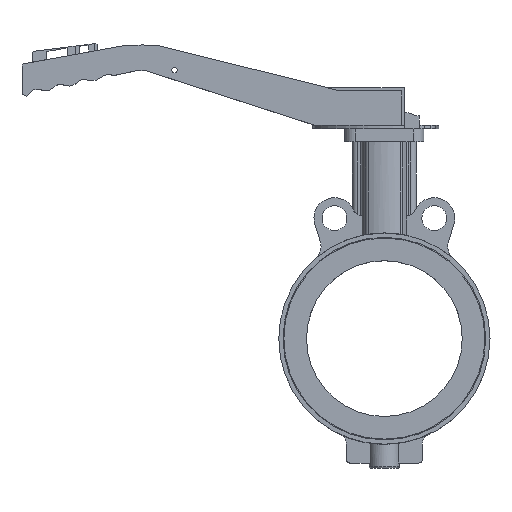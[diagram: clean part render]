
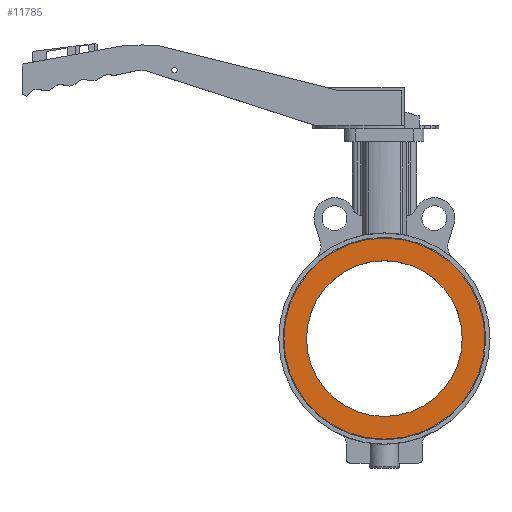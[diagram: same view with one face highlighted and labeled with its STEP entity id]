
A CAD part, top view. The second image highlights one B-rep face of the part: STEP entity #11785.
In plain terms, the highlighted planar face has unit normal (0, 0, 1).
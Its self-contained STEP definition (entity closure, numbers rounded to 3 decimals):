
#9344 = CYLINDRICAL_SURFACE('',#9345,92.95);
#9345 = AXIS2_PLACEMENT_3D('',#9346,#9347,#9348);
#9346 = CARTESIAN_POINT('',(0.122,0.048,
    -22.07));
#9347 = DIRECTION('',(0.,0.,1.));
#9348 = DIRECTION('',(0.,-1.,0.));
#10582 = VERTEX_POINT('',#10583);
#10583 = CARTESIAN_POINT('',(0.122,-92.902,
    55.93));
#10603 = EDGE_CURVE('',#10582,#10582,#10604,.T.);
#10604 = SURFACE_CURVE('',#10605,(#10610,#10639),.PCURVE_S1.);
#10605 = CIRCLE('',#10606,92.95);
#10606 = AXIS2_PLACEMENT_3D('',#10607,#10608,#10609);
#10607 = CARTESIAN_POINT('',(0.122,0.048,
    55.93));
#10608 = DIRECTION('',(0.,0.,-1.));
#10609 = DIRECTION('',(0.,-1.,0.));
#10610 = PCURVE('',#9344,#10611);
#10611 = DEFINITIONAL_REPRESENTATION('',(#10612),#10638);
#10612 = B_SPLINE_CURVE_WITH_KNOTS('',3,(#10613,#10614,#10615,#10616,
    #10617,#10618,#10619,#10620,#10621,#10622,#10623,#10624,#10625,
    #10626,#10627,#10628,#10629,#10630,#10631,#10632,#10633,#10634,
    #10635,#10636,#10637),.UNSPECIFIED.,.F.,.F.,(4,1,1,1,1,1,1,1,1,1,1,1
    ,1,1,1,1,1,1,1,1,1,1,4),(0.,0.286,0.571,
    0.857,1.142,1.428,1.714,
    1.999,2.285,2.57,2.856,
    3.142,3.427,3.713,3.998,
    4.284,4.57,4.855,5.141,
    5.426,5.712,5.998,6.283),
  .UNSPECIFIED.);
#10613 = CARTESIAN_POINT('',(6.283,78.));
#10614 = CARTESIAN_POINT('',(6.188,78.));
#10615 = CARTESIAN_POINT('',(5.998,78.));
#10616 = CARTESIAN_POINT('',(5.712,78.));
#10617 = CARTESIAN_POINT('',(5.426,78.));
#10618 = CARTESIAN_POINT('',(5.141,78.));
#10619 = CARTESIAN_POINT('',(4.855,78.));
#10620 = CARTESIAN_POINT('',(4.57,78.));
#10621 = CARTESIAN_POINT('',(4.284,78.));
#10622 = CARTESIAN_POINT('',(3.998,78.));
#10623 = CARTESIAN_POINT('',(3.713,78.));
#10624 = CARTESIAN_POINT('',(3.427,78.));
#10625 = CARTESIAN_POINT('',(3.142,78.));
#10626 = CARTESIAN_POINT('',(2.856,78.));
#10627 = CARTESIAN_POINT('',(2.57,78.));
#10628 = CARTESIAN_POINT('',(2.285,78.));
#10629 = CARTESIAN_POINT('',(1.999,78.));
#10630 = CARTESIAN_POINT('',(1.714,78.));
#10631 = CARTESIAN_POINT('',(1.428,78.));
#10632 = CARTESIAN_POINT('',(1.142,78.));
#10633 = CARTESIAN_POINT('',(0.857,78.));
#10634 = CARTESIAN_POINT('',(0.571,78.));
#10635 = CARTESIAN_POINT('',(0.286,78.));
#10636 = CARTESIAN_POINT('',(0.095,78.));
#10637 = CARTESIAN_POINT('',(0.,78.));
#10638 = ( GEOMETRIC_REPRESENTATION_CONTEXT(2) 
PARAMETRIC_REPRESENTATION_CONTEXT() REPRESENTATION_CONTEXT('2D SPACE',''
  ) );
#10639 = PCURVE('',#10640,#10645);
#10640 = PLANE('',#10641);
#10641 = AXIS2_PLACEMENT_3D('',#10642,#10643,#10644);
#10642 = CARTESIAN_POINT('',(93.072,0.048,
    55.93));
#10643 = DIRECTION('',(0.,0.,1.));
#10644 = DIRECTION('',(0.,1.,0.));
#10645 = DEFINITIONAL_REPRESENTATION('',(#10646),#10654);
#10646 = ( BOUNDED_CURVE() B_SPLINE_CURVE(2,(#10647,#10648,#10649,#10650
    ,#10651,#10652,#10653),.UNSPECIFIED.,.T.,.F.) 
B_SPLINE_CURVE_WITH_KNOTS((1,2,2,2,2,1),(-2.094,0.,
    2.094,4.189,6.283,8.378),
.UNSPECIFIED.) CURVE() GEOMETRIC_REPRESENTATION_ITEM() 
RATIONAL_B_SPLINE_CURVE((1.,0.5,1.,0.5,1.,0.5,1.)) REPRESENTATION_ITEM(
  '') );
#10647 = CARTESIAN_POINT('',(-92.95,92.95));
#10648 = CARTESIAN_POINT('',(-92.95,253.944));
#10649 = CARTESIAN_POINT('',(46.475,173.447));
#10650 = CARTESIAN_POINT('',(185.9,92.95));
#10651 = CARTESIAN_POINT('',(46.475,12.453));
#10652 = CARTESIAN_POINT('',(-92.95,-68.044));
#10653 = CARTESIAN_POINT('',(-92.95,92.95));
#10654 = ( GEOMETRIC_REPRESENTATION_CONTEXT(2) 
PARAMETRIC_REPRESENTATION_CONTEXT() REPRESENTATION_CONTEXT('2D SPACE',''
  ) );
#11785 = ADVANCED_FACE('',(#11786,#11843),#10640,.T.);
#11786 = FACE_BOUND('',#11787,.T.);
#11787 = EDGE_LOOP('',(#11788));
#11788 = ORIENTED_EDGE('',*,*,#11789,.T.);
#11789 = EDGE_CURVE('',#11790,#11790,#11792,.T.);
#11790 = VERTEX_POINT('',#11791);
#11791 = CARTESIAN_POINT('',(0.122,-71.952,
    55.93));
#11792 = SURFACE_CURVE('',#11793,(#11798,#11809),.PCURVE_S1.);
#11793 = CIRCLE('',#11794,72.);
#11794 = AXIS2_PLACEMENT_3D('',#11795,#11796,#11797);
#11795 = CARTESIAN_POINT('',(0.122,0.048,
    55.93));
#11796 = DIRECTION('',(0.,0.,-1.));
#11797 = DIRECTION('',(0.,-1.,0.));
#11798 = PCURVE('',#10640,#11799);
#11799 = DEFINITIONAL_REPRESENTATION('',(#11800),#11808);
#11800 = ( BOUNDED_CURVE() B_SPLINE_CURVE(2,(#11801,#11802,#11803,#11804
    ,#11805,#11806,#11807),.UNSPECIFIED.,.T.,.F.) 
B_SPLINE_CURVE_WITH_KNOTS((1,2,2,2,2,1),(-2.094,0.,
    2.094,4.189,6.283,8.378),
.UNSPECIFIED.) CURVE() GEOMETRIC_REPRESENTATION_ITEM() 
RATIONAL_B_SPLINE_CURVE((1.,0.5,1.,0.5,1.,0.5,1.)) REPRESENTATION_ITEM(
  '') );
#11801 = CARTESIAN_POINT('',(-72.,92.95));
#11802 = CARTESIAN_POINT('',(-72.,217.658));
#11803 = CARTESIAN_POINT('',(36.,155.304));
#11804 = CARTESIAN_POINT('',(144.,92.95));
#11805 = CARTESIAN_POINT('',(36.,30.596));
#11806 = CARTESIAN_POINT('',(-72.,-31.758));
#11807 = CARTESIAN_POINT('',(-72.,92.95));
#11808 = ( GEOMETRIC_REPRESENTATION_CONTEXT(2) 
PARAMETRIC_REPRESENTATION_CONTEXT() REPRESENTATION_CONTEXT('2D SPACE',''
  ) );
#11809 = PCURVE('',#11810,#11815);
#11810 = CYLINDRICAL_SURFACE('',#11811,72.);
#11811 = AXIS2_PLACEMENT_3D('',#11812,#11813,#11814);
#11812 = CARTESIAN_POINT('',(0.122,0.048,
    -22.07));
#11813 = DIRECTION('',(0.,0.,1.));
#11814 = DIRECTION('',(0.,-1.,0.));
#11815 = DEFINITIONAL_REPRESENTATION('',(#11816),#11842);
#11816 = B_SPLINE_CURVE_WITH_KNOTS('',3,(#11817,#11818,#11819,#11820,
    #11821,#11822,#11823,#11824,#11825,#11826,#11827,#11828,#11829,
    #11830,#11831,#11832,#11833,#11834,#11835,#11836,#11837,#11838,
    #11839,#11840,#11841),.UNSPECIFIED.,.F.,.F.,(4,1,1,1,1,1,1,1,1,1,1,1
    ,1,1,1,1,1,1,1,1,1,1,4),(0.,0.286,0.571,
    0.857,1.142,1.428,1.714,
    1.999,2.285,2.57,2.856,
    3.142,3.427,3.713,3.998,
    4.284,4.57,4.855,5.141,
    5.426,5.712,5.998,6.283),
  .UNSPECIFIED.);
#11817 = CARTESIAN_POINT('',(6.283,78.));
#11818 = CARTESIAN_POINT('',(6.188,78.));
#11819 = CARTESIAN_POINT('',(5.998,78.));
#11820 = CARTESIAN_POINT('',(5.712,78.));
#11821 = CARTESIAN_POINT('',(5.426,78.));
#11822 = CARTESIAN_POINT('',(5.141,78.));
#11823 = CARTESIAN_POINT('',(4.855,78.));
#11824 = CARTESIAN_POINT('',(4.57,78.));
#11825 = CARTESIAN_POINT('',(4.284,78.));
#11826 = CARTESIAN_POINT('',(3.998,78.));
#11827 = CARTESIAN_POINT('',(3.713,78.));
#11828 = CARTESIAN_POINT('',(3.427,78.));
#11829 = CARTESIAN_POINT('',(3.142,78.));
#11830 = CARTESIAN_POINT('',(2.856,78.));
#11831 = CARTESIAN_POINT('',(2.57,78.));
#11832 = CARTESIAN_POINT('',(2.285,78.));
#11833 = CARTESIAN_POINT('',(1.999,78.));
#11834 = CARTESIAN_POINT('',(1.714,78.));
#11835 = CARTESIAN_POINT('',(1.428,78.));
#11836 = CARTESIAN_POINT('',(1.142,78.));
#11837 = CARTESIAN_POINT('',(0.857,78.));
#11838 = CARTESIAN_POINT('',(0.571,78.));
#11839 = CARTESIAN_POINT('',(0.286,78.));
#11840 = CARTESIAN_POINT('',(0.095,78.));
#11841 = CARTESIAN_POINT('',(0.,78.));
#11842 = ( GEOMETRIC_REPRESENTATION_CONTEXT(2) 
PARAMETRIC_REPRESENTATION_CONTEXT() REPRESENTATION_CONTEXT('2D SPACE',''
  ) );
#11843 = FACE_BOUND('',#11844,.T.);
#11844 = EDGE_LOOP('',(#11845));
#11845 = ORIENTED_EDGE('',*,*,#10603,.F.);
